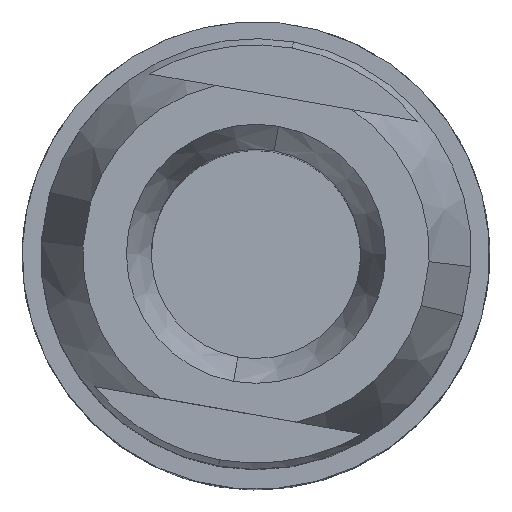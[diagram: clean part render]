
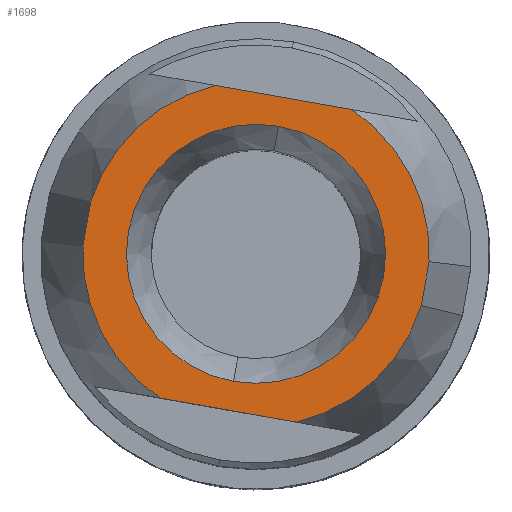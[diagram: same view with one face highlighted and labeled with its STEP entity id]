
A CAD part, top view. The second image highlights one B-rep face of the part: STEP entity #1698.
In plain terms, the highlighted planar face has unit normal (0, 0, 1).
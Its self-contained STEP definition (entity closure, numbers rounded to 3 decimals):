
#1472=AXIS2_PLACEMENT_3D('Circle Axis2P3D',#1470,#1471,$) ;
#1523=AXIS2_PLACEMENT_3D('Circle Axis2P3D',#1521,#1522,$) ;
#1584=AXIS2_PLACEMENT_3D('Circle Axis2P3D',#1582,#1583,$) ;
#1635=AXIS2_PLACEMENT_3D('Circle Axis2P3D',#1633,#1634,$) ;
#1650=AXIS2_PLACEMENT_3D('Plane Axis2P3D',#1647,#1648,#1649) ;
#1674=AXIS2_PLACEMENT_3D('Circle Axis2P3D',#1672,#1673,$) ;
#1683=AXIS2_PLACEMENT_3D('Circle Axis2P3D',#1681,#1682,$) ;
#1690=AXIS2_PLACEMENT_3D('Circle Axis2P3D',#1688,#1689,$) ;
#1426=CARTESIAN_POINT('Line Origine',(2.625,10.712,59.)) ;
#1430=CARTESIAN_POINT('Vertex',(2.782,11.604,59.)) ;
#1432=CARTESIAN_POINT('Vertex',(2.468,9.82,59.)) ;
#1470=CARTESIAN_POINT('Axis2P3D Location',(9.5,9.5,59.)) ;
#1474=CARTESIAN_POINT('Vertex',(7.843,16.342,59.)) ;
#1518=CARTESIAN_POINT('Vertex',(13.397,15.362,59.)) ;
#1521=CARTESIAN_POINT('Axis2P3D Location',(9.5,9.5,59.)) ;
#1525=CARTESIAN_POINT('Vertex',(16.532,9.18,59.)) ;
#1548=CARTESIAN_POINT('Line Origine',(16.375,8.288,59.)) ;
#1552=CARTESIAN_POINT('Vertex',(16.218,7.396,59.)) ;
#1582=CARTESIAN_POINT('Axis2P3D Location',(9.5,9.5,59.)) ;
#1586=CARTESIAN_POINT('Vertex',(11.157,2.658,59.)) ;
#1630=CARTESIAN_POINT('Vertex',(5.603,3.638,59.)) ;
#1633=CARTESIAN_POINT('Axis2P3D Location',(9.5,9.5,59.)) ;
#1647=CARTESIAN_POINT('Axis2P3D Location',(15.558,8.432,59.)) ;
#1652=CARTESIAN_POINT('Line Origine',(10.62,15.852,59.)) ;
#1657=CARTESIAN_POINT('Line Origine',(8.38,3.148,59.)) ;
#1672=CARTESIAN_POINT('Axis2P3D Location',(9.5,9.5,59.)) ;
#1676=CARTESIAN_POINT('Vertex',(14.684,8.586,59.)) ;
#1678=CARTESIAN_POINT('Vertex',(10.414,14.684,59.)) ;
#1681=CARTESIAN_POINT('Axis2P3D Location',(9.5,9.5,59.)) ;
#1685=CARTESIAN_POINT('Vertex',(8.586,4.316,59.)) ;
#1688=CARTESIAN_POINT('Axis2P3D Location',(9.5,9.5,59.)) ;
#1427=DIRECTION('Vector Direction',(-0.174,-0.985,0.)) ;
#1471=DIRECTION('Axis2P3D Direction',(0.,0.,-1.)) ;
#1522=DIRECTION('Axis2P3D Direction',(0.,0.,-1.)) ;
#1549=DIRECTION('Vector Direction',(0.174,0.985,0.)) ;
#1583=DIRECTION('Axis2P3D Direction',(0.,0.,-1.)) ;
#1634=DIRECTION('Axis2P3D Direction',(0.,0.,-1.)) ;
#1648=DIRECTION('Axis2P3D Direction',(0.,0.,1.)) ;
#1649=DIRECTION('Axis2P3D XDirection',(-0.174,-0.985,0.)) ;
#1653=DIRECTION('Vector Direction',(-0.985,0.174,0.)) ;
#1658=DIRECTION('Vector Direction',(-0.985,0.174,0.)) ;
#1673=DIRECTION('Axis2P3D Direction',(0.,0.,1.)) ;
#1682=DIRECTION('Axis2P3D Direction',(0.,0.,1.)) ;
#1689=DIRECTION('Axis2P3D Direction',(0.,0.,1.)) ;
#1428=VECTOR('Line Direction',#1427,1.) ;
#1550=VECTOR('Line Direction',#1549,1.) ;
#1654=VECTOR('Line Direction',#1653,1.) ;
#1659=VECTOR('Line Direction',#1658,1.) ;
#1663=ORIENTED_EDGE('',*,*,#1554,.T.) ;
#1664=ORIENTED_EDGE('',*,*,#1527,.F.) ;
#1665=ORIENTED_EDGE('',*,*,#1656,.T.) ;
#1666=ORIENTED_EDGE('',*,*,#1476,.F.) ;
#1667=ORIENTED_EDGE('',*,*,#1434,.T.) ;
#1668=ORIENTED_EDGE('',*,*,#1637,.F.) ;
#1669=ORIENTED_EDGE('',*,*,#1661,.F.) ;
#1670=ORIENTED_EDGE('',*,*,#1588,.F.) ;
#1694=ORIENTED_EDGE('',*,*,#1680,.F.) ;
#1695=ORIENTED_EDGE('',*,*,#1687,.F.) ;
#1696=ORIENTED_EDGE('',*,*,#1692,.F.) ;
#1697=FACE_BOUND('',#1693,.T.) ;
#1698=ADVANCED_FACE('Volumenk\X2\00F6\X0\rper2',(#1671,#1697),#1651,.T.) ;
#1473=CIRCLE('generated circle',#1472,7.039) ;
#1524=CIRCLE('generated circle',#1523,7.039) ;
#1585=CIRCLE('generated circle',#1584,7.039) ;
#1636=CIRCLE('generated circle',#1635,7.039) ;
#1675=CIRCLE('generated circle',#1674,5.264) ;
#1684=CIRCLE('generated circle',#1683,5.264) ;
#1691=CIRCLE('generated circle',#1690,5.264) ;
#1434=EDGE_CURVE('',#1431,#1433,#1429,.T.) ;
#1476=EDGE_CURVE('',#1431,#1475,#1473,.T.) ;
#1527=EDGE_CURVE('',#1519,#1526,#1524,.T.) ;
#1554=EDGE_CURVE('',#1553,#1526,#1551,.T.) ;
#1588=EDGE_CURVE('',#1553,#1587,#1585,.T.) ;
#1637=EDGE_CURVE('',#1631,#1433,#1636,.T.) ;
#1656=EDGE_CURVE('',#1519,#1475,#1655,.T.) ;
#1661=EDGE_CURVE('',#1587,#1631,#1660,.T.) ;
#1680=EDGE_CURVE('',#1677,#1679,#1675,.T.) ;
#1687=EDGE_CURVE('',#1686,#1677,#1684,.T.) ;
#1692=EDGE_CURVE('',#1679,#1686,#1691,.T.) ;
#1662=EDGE_LOOP('',(#1663,#1664,#1665,#1666,#1667,#1668,#1669,#1670)) ;
#1693=EDGE_LOOP('',(#1694,#1695,#1696)) ;
#1671=FACE_OUTER_BOUND('',#1662,.T.) ;
#1429=LINE('Line',#1426,#1428) ;
#1551=LINE('Line',#1548,#1550) ;
#1655=LINE('Line',#1652,#1654) ;
#1660=LINE('Line',#1657,#1659) ;
#1651=PLANE('',#1650) ;
#1431=VERTEX_POINT('',#1430) ;
#1433=VERTEX_POINT('',#1432) ;
#1475=VERTEX_POINT('',#1474) ;
#1519=VERTEX_POINT('',#1518) ;
#1526=VERTEX_POINT('',#1525) ;
#1553=VERTEX_POINT('',#1552) ;
#1587=VERTEX_POINT('',#1586) ;
#1631=VERTEX_POINT('',#1630) ;
#1677=VERTEX_POINT('',#1676) ;
#1679=VERTEX_POINT('',#1678) ;
#1686=VERTEX_POINT('',#1685) ;
